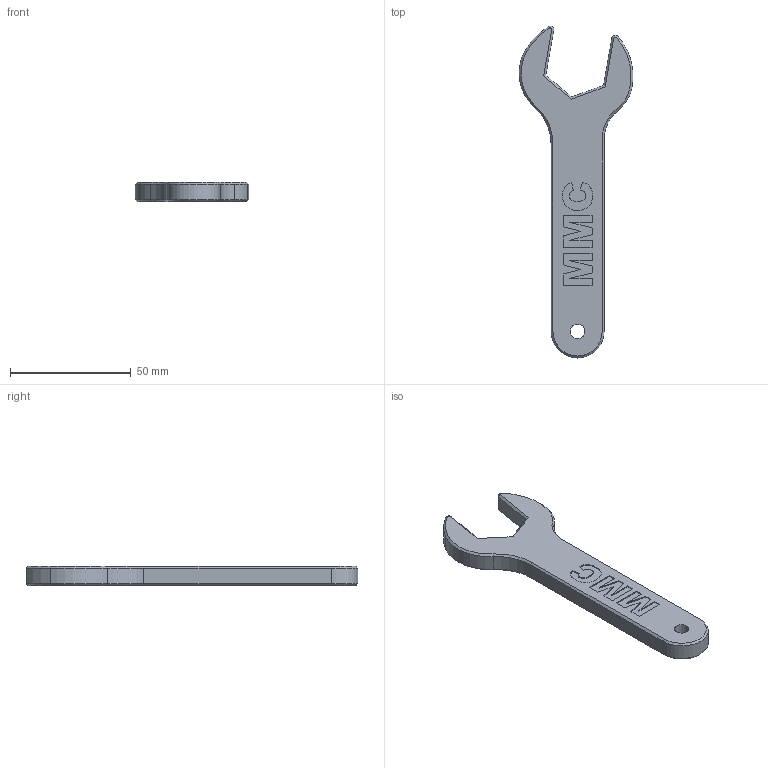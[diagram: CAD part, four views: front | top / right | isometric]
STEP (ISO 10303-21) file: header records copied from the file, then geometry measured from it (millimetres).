
FILE_DESCRIPTION(/* description */ (''),/* implementation_level */ '2;1');
FILE_NAME(/* name */ 'Oak_Wrench.step',/* time_stamp */ '2024-10-01T11:27:07-06:00',/* author */ (''),/* organization */ (''),/* preprocessor_version */ 'ST-DEVELOPER v20',/* originating_system */ 'Autodesk Translation Framework v13.20.0.188',/* authorisation */ '');
FILE_SCHEMA (('AUTOMOTIVE_DESIGN { 1 0 10303 214 3 1 1 }'));
Length unit declared in the file: millimetre
Products named in the file (1): Oak_Wrench
Bounding box: 47.2 x 137.67 x 8 mm (x, y, z)
Volume: 23795.6 mm3; surface area: 9046.6 mm2
Topology: 1 solids, 1 shells, 281 faces, 750 edges, 490 vertices
Faces by surface type: plane 139, bspline 114, cone 18, cylinder 10
Full cylindrical faces by diameter (mm): 6 x1
Entity records: 9739 total; most frequent: CARTESIAN_POINT 3460, ORIENTED_EDGE 1500, DIRECTION 896, EDGE_CURVE 750, VERTEX_POINT 490, LINE 484, VECTOR 484, EDGE_LOOP 302
